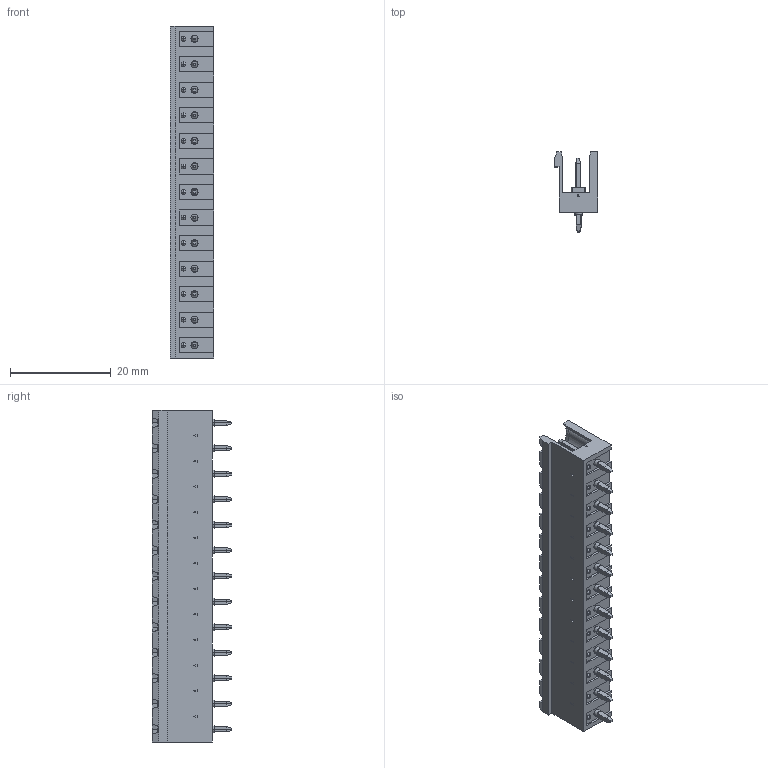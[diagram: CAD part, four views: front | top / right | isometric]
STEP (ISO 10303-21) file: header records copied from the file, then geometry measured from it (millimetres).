
FILE_DESCRIPTION(('SolidDesigner STEP Export'),'1');
FILE_NAME('mstbv_2.5-13-g-5.08.stp','2000-09-13T11:02:01',(''),(''), 'SolidDesigner STEP processor Version: 7.0(Mar 1999)for AP214(CD)(Solid Model)', 'CoCreate SolidDesigner: 08.01 19-Jun-2000(C) CoCreate Software GmbH','');
FILE_SCHEMA(('AUTOMOTIVE_DESIGN_CC2 {1 2 10303 214 -1 1 5 1}'));
Length unit declared in the file: millimetre
Products named in the file (2): mstbv_2.5-13-g-5.08
Assembly tree (1 placements, depth 2):
  mstbv_2.5-13-g-5.08
    mstbv_2.5-13-g-5.08
Bounding box: 8.6 x 15.9 x 66.04 mm (x, y, z)
Volume: 3192.6 mm3; surface area: 4553.7 mm2
Topology: 1 solids, 1 shells, 1272 faces, 2819 edges, 1629 vertices
Faces by surface type: plane 1093, cylinder 101, sphere 52, cone 26
Entity records: 39896 total; most frequent: ORIENTED_EDGE 5638, CARTESIAN_POINT 5059, DIRECTION 4320, EDGE_CURVE 2819, VECTOR 1864, LINE 1864, VERTEX_POINT 1629, EDGE_LOOP 1352
